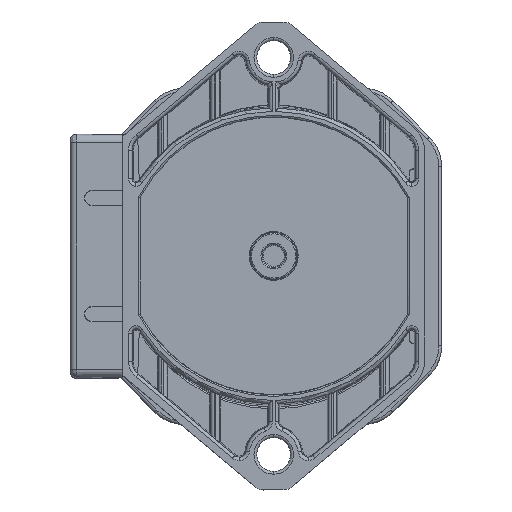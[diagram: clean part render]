
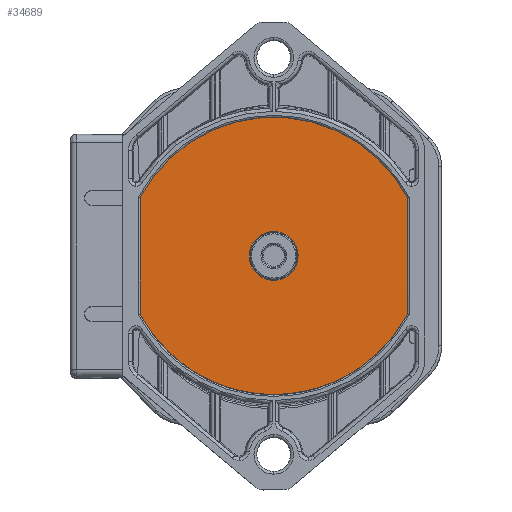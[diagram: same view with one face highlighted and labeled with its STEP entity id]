
A CAD part, top view. The second image highlights one B-rep face of the part: STEP entity #34689.
In plain terms, the highlighted planar face has unit normal (0, 0, -1).
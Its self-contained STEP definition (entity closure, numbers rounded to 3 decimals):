
#28240=DIRECTION('',(0.,-1.,0.));
#28241=VECTOR('',#28240,20.);
#28242=CARTESIAN_POINT('',(-23.,10.,44.7));
#28243=LINE('',#28242,#28241);
#28244=CARTESIAN_POINT('',(0.,2.124,44.7));
#28245=DIRECTION('',(0.,0.,1.));
#28246=DIRECTION('',(-0.885,-0.466,0.));
#28247=AXIS2_PLACEMENT_3D('',#28244,#28245,#28246);
#28249=DIRECTION('',(0.,1.,0.));
#28250=VECTOR('',#28249,20.);
#28251=CARTESIAN_POINT('',(23.,-10.,44.7));
#28252=LINE('',#28251,#28250);
#28253=CARTESIAN_POINT('',(0.,-2.124,44.7));
#28254=DIRECTION('',(0.,0.,1.));
#28255=DIRECTION('',(0.885,0.466,0.));
#28256=AXIS2_PLACEMENT_3D('',#28253,#28254,#28255);
#28258=CARTESIAN_POINT('',(0.,0.,44.7));
#28259=DIRECTION('',(0.,0.,-1.));
#28260=DIRECTION('',(0.,-1.,0.));
#28261=AXIS2_PLACEMENT_3D('',#28258,#28259,#28260);
#28263=CARTESIAN_POINT('',(0.,0.,44.7));
#28264=DIRECTION('',(0.,0.,-1.));
#28265=DIRECTION('',(0.,1.,0.));
#28266=AXIS2_PLACEMENT_3D('',#28263,#28264,#28265);
#28424=CARTESIAN_POINT('',(23.,10.,44.7));
#28425=VERTEX_POINT('',#28424);
#28426=CARTESIAN_POINT('',(-23.,10.,44.7));
#28428=VERTEX_POINT('',#28426);
#28430=CARTESIAN_POINT('',(-23.,-10.,44.7));
#28431=VERTEX_POINT('',#28430);
#28432=CARTESIAN_POINT('',(23.,-10.,44.7));
#28433=VERTEX_POINT('',#28432);
#29022=CARTESIAN_POINT('',(0.,-4.2,44.7));
#29023=VERTEX_POINT('',#29022);
#29024=CARTESIAN_POINT('',(0.,4.2,44.7));
#29025=VERTEX_POINT('',#29024);
#34669=CARTESIAN_POINT('',(0.,0.,44.7));
#34670=DIRECTION('',(0.,0.,1.));
#34671=DIRECTION('',(0.,-1.,0.));
#34672=AXIS2_PLACEMENT_3D('',#34669,#34670,#34671);
#34673=PLANE('',#34672);
#34675=ORIENTED_EDGE('',*,*,#34674,.T.);
#34676=ORIENTED_EDGE('',*,*,#34661,.T.);
#34678=ORIENTED_EDGE('',*,*,#34677,.T.);
#34680=ORIENTED_EDGE('',*,*,#34679,.T.);
#34681=EDGE_LOOP('',(#34675,#34676,#34678,#34680));
#34682=FACE_OUTER_BOUND('',#34681,.F.);
#34684=ORIENTED_EDGE('',*,*,#34683,.T.);
#34686=ORIENTED_EDGE('',*,*,#34685,.T.);
#34687=EDGE_LOOP('',(#34684,#34686));
#34688=FACE_BOUND('',#34687,.F.);
#34689=ADVANCED_FACE('',(#34682,#34688),#34673,.F.);
#28248=CIRCLE('',#28247,26.);
#28257=CIRCLE('',#28256,26.);
#28262=CIRCLE('',#28261,4.2);
#28267=CIRCLE('',#28266,4.2);
#34661=EDGE_CURVE('',#28431,#28433,#28248,.T.);
#34674=EDGE_CURVE('',#28428,#28431,#28243,.T.);
#34677=EDGE_CURVE('',#28433,#28425,#28252,.T.);
#34679=EDGE_CURVE('',#28425,#28428,#28257,.T.);
#34683=EDGE_CURVE('',#29023,#29025,#28262,.T.);
#34685=EDGE_CURVE('',#29025,#29023,#28267,.T.);
